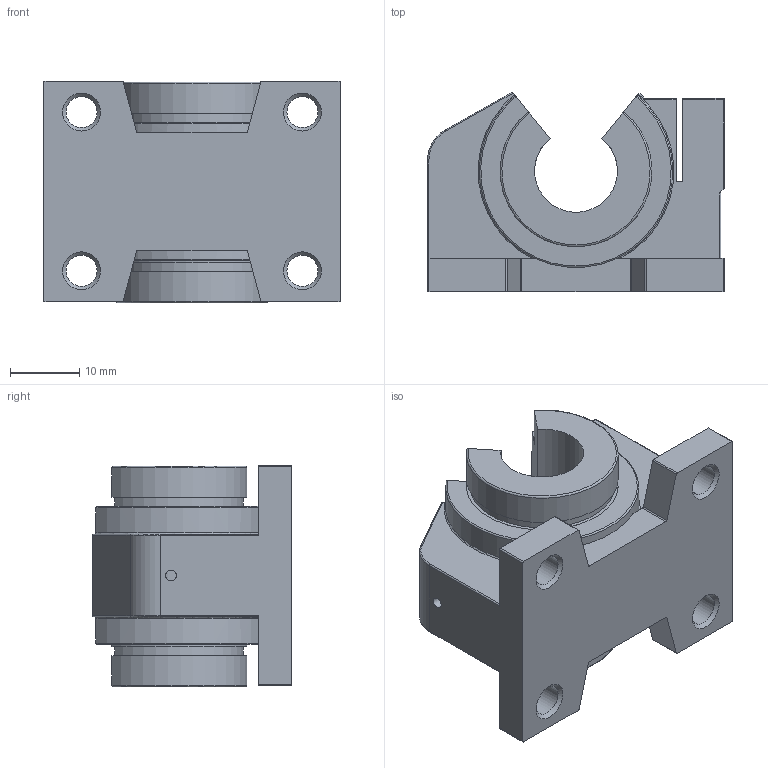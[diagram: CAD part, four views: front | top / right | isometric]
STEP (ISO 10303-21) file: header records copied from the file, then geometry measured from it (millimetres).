
FILE_DESCRIPTION(/* description */ ('Gehäuseeinheit mit Segmentauschnitt und einstellbar'),/* implementation_level */ '2;1');
FILE_NAME(/* name */ '131661-0.step',/* time_stamp */ '2021-08-11T11:49:10+02:00',/* author */ ('MuellerJ'),/* organization */ (''),/* preprocessor_version */ 'ST-DEVELOPER v18.1',/* originating_system */ 'Autodesk Inventor 2021',/* authorisation */ '');
FILE_SCHEMA (('AUTOMOTIVE_DESIGN { 1 0 10303 214 3 1 1 }'));
Length unit declared in the file: millimetre
Products named in the file (3): leer; leer_1; leer_2
Assembly tree (2 placements, depth 2):
  leer
    leer_1
    leer_2
Bounding box: 43 x 28.93 x 32.15 mm (x, y, z)
Volume: 19704.1 mm3; surface area: 10104.3 mm2
Topology: 2 solids, 2 shells, 114 faces, 301 edges, 192 vertices
Faces by surface type: cylinder 49, plane 45, torus 12, cone 5, sphere 3
Full cylindrical faces by diameter (mm): 1.567 x1, 2.459 x2, 4.5 x4, 8 x4
Entity records: 3775 total; most frequent: CARTESIAN_POINT 748, DIRECTION 647, ORIENTED_EDGE 594, EDGE_CURVE 297, AXIS2_PLACEMENT_3D 243, VERTEX_POINT 192, LINE 161, VECTOR 161
